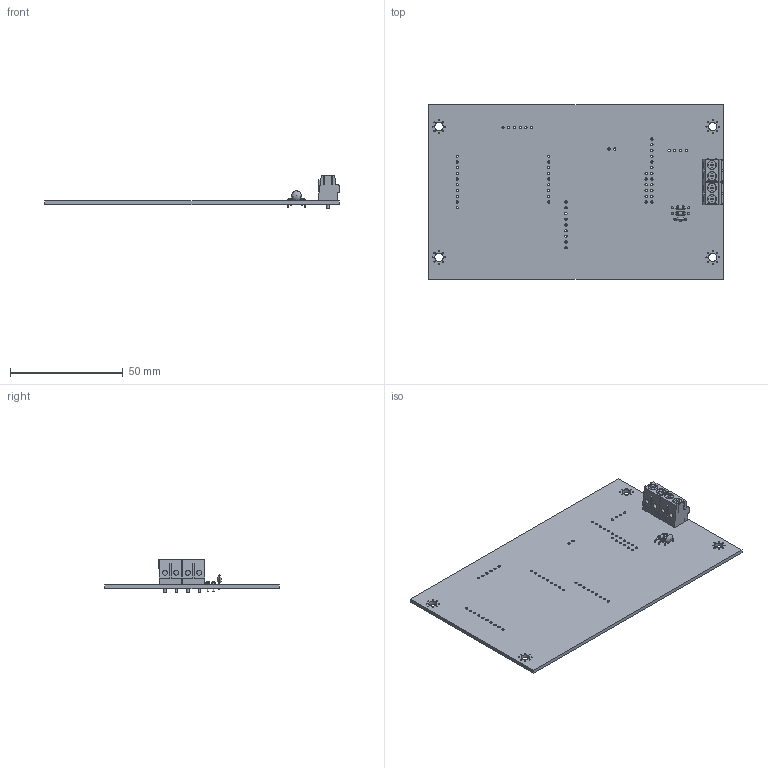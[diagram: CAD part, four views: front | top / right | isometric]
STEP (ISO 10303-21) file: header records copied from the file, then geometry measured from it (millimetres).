
FILE_DESCRIPTION(('KiCad electronic assembly'),'2;1');
FILE_NAME('Cryologger GVMS.step','2021-04-12T18:55:41',('An Author'),( 'A Company'),'Open CASCADE STEP processor 7.5', 'KiCad to STEP converter','Unknown');
FILE_SCHEMA(('AUTOMOTIVE_DESIGN { 1 0 10303 214 1 1 1 1 }'));
Length unit declared in the file: millimetre
Products named in the file (8): Open CASCADE STEP translator 7.5 1; TerminalBlock_Phoenix_PT-1,5-2-5.0-H_1x02_P5.00mm_Horizontal; SOLID; R_Axial_DIN0204_L3.6mm_D1.6mm_P7.62mm_Horizontal; C_Disc_D4.3mm_W1.9mm_P5.00mm; COMPOUND
Assembly tree (9 placements, depth 3):
  Open CASCADE STEP translator 7.5 1
    TerminalBlock_Phoenix_PT-1,5-2-5.0-H_1x02_P5.00mm_Horizontal  x2
      SOLID
    R_Axial_DIN0204_L3.6mm_D1.6mm_P7.62mm_Horizontal  x2
      SOLID
    C_Disc_D4.3mm_W1.9mm_P5.00mm
      SOLID
    COMPOUND
Bounding box: 130.81 x 77.47 x 15 mm (x, y, z)
Volume: 17413.6 mm3; surface area: 23462.3 mm2
Topology: 6 solids, 6 shells, 406 faces, 1087 edges, 715 vertices
Faces by surface type: plane 220, cylinder 174, torus 8, revolution 2, sphere 2
Full cylindrical faces by diameter (mm): 0.5 x44, 0.7 x4, 0.8 x2, 1 x4, 1.016 x58, 1.3 x4, 1.44 x2, 1.6 x4, 2.2 x4, 3.7 x4, 3.8 x4, 4 x4
Entity records: 20498 total; most frequent: CARTESIAN_POINT 4176, DIRECTION 2932, LINE 1532, VECTOR 1532, ORIENTED_EDGE 1432, PCURVE 1432, DEFINITIONAL_REPRESENTATION 1432, EDGE_CURVE 716
